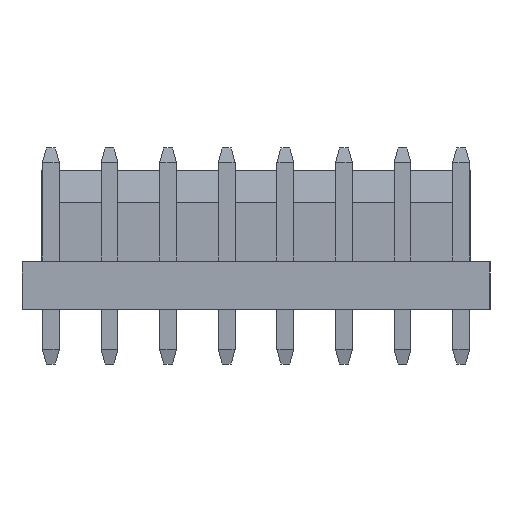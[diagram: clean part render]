
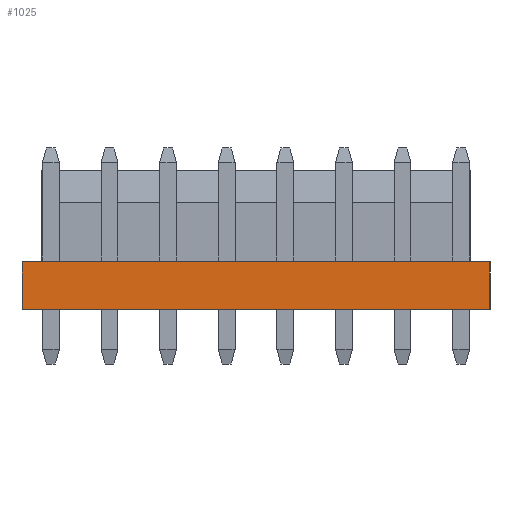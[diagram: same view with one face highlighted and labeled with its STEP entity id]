
A CAD part, front view. The second image highlights one B-rep face of the part: STEP entity #1025.
In plain terms, the highlighted planar face has unit normal (0, -1, 0).
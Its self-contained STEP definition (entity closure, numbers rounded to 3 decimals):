
#94 = ORIENTED_EDGE ( 'NONE', *, *, #1142, .F. ) ;
#103 = EDGE_LOOP ( 'NONE', ( #1414, #967, #1712, #94 ) ) ;
#109 = CARTESIAN_POINT ( 'NONE',  ( 15.81, -4.25, 3.2 ) ) ;
#162 = VERTEX_POINT ( 'NONE', #684 ) ;
#195 = CARTESIAN_POINT ( 'NONE',  ( -15.81, -4.25, 3.2 ) ) ;
#246 = CARTESIAN_POINT ( 'NONE',  ( -15.81, -4.25, 9.4 ) ) ;
#436 = DIRECTION ( 'NONE',  ( 0., 0., -1. ) ) ;
#454 = LINE ( 'NONE', #1651, #2227 ) ;
#513 = DIRECTION ( 'NONE',  ( 0., 1., 0. ) ) ;
#684 = CARTESIAN_POINT ( 'NONE',  ( -15.81, -4.25, 0. ) ) ;
#731 = CARTESIAN_POINT ( 'NONE',  ( -15.81, -4.25, 9.4 ) ) ;
#949 = AXIS2_PLACEMENT_3D ( 'NONE', #731, #513, #2830 ) ;
#967 = ORIENTED_EDGE ( 'NONE', *, *, #2122, .T. ) ;
#1025 = ADVANCED_FACE ( 'NONE', ( #2783 ), #1427, .F. ) ;
#1142 = EDGE_CURVE ( 'NONE', #2723, #2112, #2152, .T. ) ;
#1357 = LINE ( 'NONE', #246, #2502 ) ;
#1414 = ORIENTED_EDGE ( 'NONE', *, *, #1741, .F. ) ;
#1427 = PLANE ( 'NONE',  #949 ) ;
#1443 = CARTESIAN_POINT ( 'NONE',  ( 15.81, -4.25, 0. ) ) ;
#1537 = CARTESIAN_POINT ( 'NONE',  ( 15.81, -4.25, 9.4 ) ) ;
#1572 = DIRECTION ( 'NONE',  ( -1., 0., 0. ) ) ;
#1651 = CARTESIAN_POINT ( 'NONE',  ( -15.81, -4.25, 3.2 ) ) ;
#1690 = LINE ( 'NONE', #2012, #2781 ) ;
#1712 = ORIENTED_EDGE ( 'NONE', *, *, #1811, .F. ) ;
#1741 = EDGE_CURVE ( 'NONE', #2415, #2723, #454, .T. ) ;
#1811 = EDGE_CURVE ( 'NONE', #2112, #162, #1690, .T. ) ;
#2012 = CARTESIAN_POINT ( 'NONE',  ( 0., -4.25, 0. ) ) ;
#2111 = VECTOR ( 'NONE', #436, 1000. ) ;
#2112 = VERTEX_POINT ( 'NONE', #1443 ) ;
#2122 = EDGE_CURVE ( 'NONE', #2415, #162, #1357, .T. ) ;
#2152 = LINE ( 'NONE', #1537, #2111 ) ;
#2227 = VECTOR ( 'NONE', #2788, 1000. ) ;
#2415 = VERTEX_POINT ( 'NONE', #195 ) ;
#2502 = VECTOR ( 'NONE', #2799, 1000. ) ;
#2723 = VERTEX_POINT ( 'NONE', #109 ) ;
#2781 = VECTOR ( 'NONE', #1572, 1000. ) ;
#2783 = FACE_OUTER_BOUND ( 'NONE', #103, .T. ) ;
#2788 = DIRECTION ( 'NONE',  ( 1., 0., 0. ) ) ;
#2799 = DIRECTION ( 'NONE',  ( 0., 0., -1. ) ) ;
#2830 = DIRECTION ( 'NONE',  ( 0., 0., 1. ) ) ;
